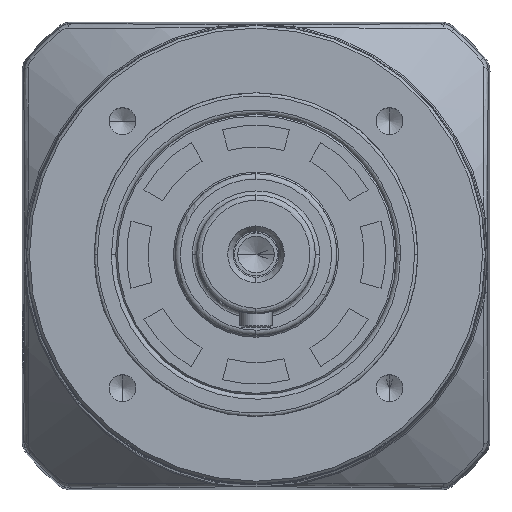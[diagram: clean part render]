
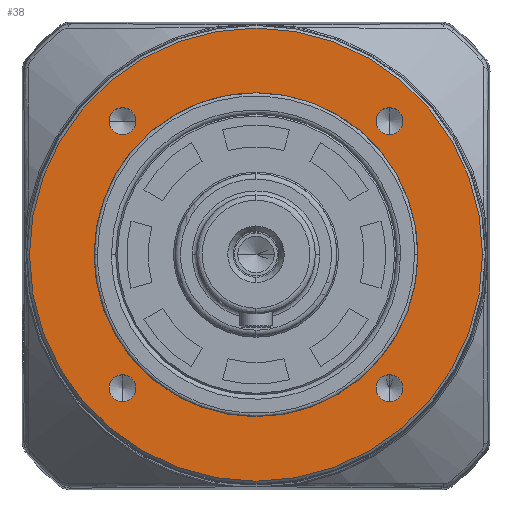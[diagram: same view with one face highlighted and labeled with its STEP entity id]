
A CAD part, top view. The second image highlights one B-rep face of the part: STEP entity #38.
In plain terms, the highlighted planar face has unit normal (0, 0, 1).
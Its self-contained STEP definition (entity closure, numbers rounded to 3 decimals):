
#38 = ADVANCED_FACE ( 'NONE', ( #16006, #6902, #8924, #7215, #33256, #1464 ), #10711, .T. ) ;
#1075 = EDGE_LOOP ( 'NONE', ( #18836, #5269 ) ) ;
#1261 = CARTESIAN_POINT ( 'NONE',  ( 27.249, 24.749, 41.5 ) ) ;
#1464 = FACE_BOUND ( 'NONE', #31933, .T. ) ;
#2892 = AXIS2_PLACEMENT_3D ( 'NONE', #29179, #29133, #29098 ) ;
#4509 = DIRECTION ( 'NONE',  ( 0., 0., -1. ) ) ;
#4671 = CIRCLE ( 'NONE', #8401, 30. ) ;
#4896 = EDGE_LOOP ( 'NONE', ( #15831, #7583 ) ) ;
#4944 = CARTESIAN_POINT ( 'NONE',  ( 42., 0., 41.5 ) ) ;
#5231 = ORIENTED_EDGE ( 'NONE', *, *, #25617, .T. ) ;
#5234 = CARTESIAN_POINT ( 'NONE',  ( 24.749, -24.749, 41.5 ) ) ;
#5269 = ORIENTED_EDGE ( 'NONE', *, *, #25133, .T. ) ;
#5314 = DIRECTION ( 'NONE',  ( 1., 0., 0. ) ) ;
#5339 = DIRECTION ( 'NONE',  ( 0., 0., -1. ) ) ;
#5351 = CARTESIAN_POINT ( 'NONE',  ( 0., 0., 41.5 ) ) ;
#5401 = EDGE_CURVE ( 'NONE', #23240, #25754, #24861, .T. ) ;
#5983 = CARTESIAN_POINT ( 'NONE',  ( -30., 0., 41.5 ) ) ;
#6360 = AXIS2_PLACEMENT_3D ( 'NONE', #30902, #30868, #30795 ) ;
#6532 = CARTESIAN_POINT ( 'NONE',  ( 27.249, -24.749, 41.5 ) ) ;
#6556 = CARTESIAN_POINT ( 'NONE',  ( 22.249, 24.749, 41.5 ) ) ;
#6628 = VERTEX_POINT ( 'NONE', #5983 ) ;
#6902 = FACE_OUTER_BOUND ( 'NONE', #14601, .T. ) ;
#7183 = CIRCLE ( 'NONE', #23774, 2.5 ) ;
#7215 = FACE_BOUND ( 'NONE', #4896, .T. ) ;
#7372 = CARTESIAN_POINT ( 'NONE',  ( -42., 0., 41.5 ) ) ;
#7439 = CIRCLE ( 'NONE', #6360, 2.5 ) ;
#7583 = ORIENTED_EDGE ( 'NONE', *, *, #22010, .T. ) ;
#7710 = AXIS2_PLACEMENT_3D ( 'NONE', #9569, #9537, #9506 ) ;
#8401 = AXIS2_PLACEMENT_3D ( 'NONE', #5351, #5339, #5314 ) ;
#8924 = FACE_BOUND ( 'NONE', #14379, .T. ) ;
#9506 = DIRECTION ( 'NONE',  ( 1., 0., 0. ) ) ;
#9537 = DIRECTION ( 'NONE',  ( 0., 0., -1. ) ) ;
#9569 = CARTESIAN_POINT ( 'NONE',  ( 0., 0., 41.5 ) ) ;
#10036 = AXIS2_PLACEMENT_3D ( 'NONE', #15733, #15702, #15660 ) ;
#10589 = DIRECTION ( 'NONE',  ( 1., 0., 0. ) ) ;
#10633 = DIRECTION ( 'NONE',  ( 0., 0., 1. ) ) ;
#10711 = PLANE ( 'NONE',  #20893 ) ;
#11002 = CARTESIAN_POINT ( 'NONE',  ( 0., 0., 41.5 ) ) ;
#11083 = ORIENTED_EDGE ( 'NONE', *, *, #22892, .F. ) ;
#11628 = DIRECTION ( 'NONE',  ( 1., 0., 0. ) ) ;
#11655 = DIRECTION ( 'NONE',  ( 0., 0., -1. ) ) ;
#11698 = CARTESIAN_POINT ( 'NONE',  ( -24.749, -24.749, 41.5 ) ) ;
#11731 = ORIENTED_EDGE ( 'NONE', *, *, #22391, .F. ) ;
#11831 = ORIENTED_EDGE ( 'NONE', *, *, #30497, .T. ) ;
#12071 = VERTEX_POINT ( 'NONE', #13507 ) ;
#12111 = VERTEX_POINT ( 'NONE', #13181 ) ;
#12769 = EDGE_LOOP ( 'NONE', ( #27143, #5231 ) ) ;
#13181 = CARTESIAN_POINT ( 'NONE',  ( 30., 0., 41.5 ) ) ;
#13507 = CARTESIAN_POINT ( 'NONE',  ( 22.249, -24.749, 41.5 ) ) ;
#14171 = EDGE_CURVE ( 'NONE', #24347, #21389, #17318, .T. ) ;
#14379 = EDGE_LOOP ( 'NONE', ( #28691, #30907 ) ) ;
#14419 = DIRECTION ( 'NONE',  ( 1., 0., 0. ) ) ;
#14451 = AXIS2_PLACEMENT_3D ( 'NONE', #18967, #18959, #18916 ) ;
#14463 = DIRECTION ( 'NONE',  ( 0., 0., -1. ) ) ;
#14537 = CARTESIAN_POINT ( 'NONE',  ( 24.749, 24.749, 41.5 ) ) ;
#14601 = EDGE_LOOP ( 'NONE', ( #11083, #11731 ) ) ;
#15026 = EDGE_CURVE ( 'NONE', #21646, #26196, #24464, .T. ) ;
#15660 = DIRECTION ( 'NONE',  ( 1., 0., 0. ) ) ;
#15702 = DIRECTION ( 'NONE',  ( 0., 0., -1. ) ) ;
#15733 = CARTESIAN_POINT ( 'NONE',  ( -24.749, -24.749, 41.5 ) ) ;
#15831 = ORIENTED_EDGE ( 'NONE', *, *, #24177, .T. ) ;
#16006 = FACE_BOUND ( 'NONE', #12769, .T. ) ;
#16524 = AXIS2_PLACEMENT_3D ( 'NONE', #24713, #4509, #18730 ) ;
#17318 = CIRCLE ( 'NONE', #21919, 2.5 ) ;
#17952 = VERTEX_POINT ( 'NONE', #6532 ) ;
#17997 = CIRCLE ( 'NONE', #20344, 2.5 ) ;
#18605 = CARTESIAN_POINT ( 'NONE',  ( 24.749, 24.749, 41.5 ) ) ;
#18730 = DIRECTION ( 'NONE',  ( 1., 0., 0. ) ) ;
#18836 = ORIENTED_EDGE ( 'NONE', *, *, #14171, .T. ) ;
#18916 = DIRECTION ( 'NONE',  ( -1., 0., 0. ) ) ;
#18959 = DIRECTION ( 'NONE',  ( 0., 0., -1. ) ) ;
#18967 = CARTESIAN_POINT ( 'NONE',  ( 0., 0., 41.5 ) ) ;
#19029 = CIRCLE ( 'NONE', #27631, 2.5 ) ;
#20174 = VERTEX_POINT ( 'NONE', #4944 ) ;
#20344 = AXIS2_PLACEMENT_3D ( 'NONE', #18605, #29544, #26847 ) ;
#20893 = AXIS2_PLACEMENT_3D ( 'NONE', #11002, #10633, #10589 ) ;
#21389 = VERTEX_POINT ( 'NONE', #23843 ) ;
#21646 = VERTEX_POINT ( 'NONE', #34533 ) ;
#21919 = AXIS2_PLACEMENT_3D ( 'NONE', #11698, #11655, #11628 ) ;
#22010 = EDGE_CURVE ( 'NONE', #12071, #17952, #19029, .T. ) ;
#22391 = EDGE_CURVE ( 'NONE', #20174, #22876, #23795, .T. ) ;
#22876 = VERTEX_POINT ( 'NONE', #7372 ) ;
#22892 = EDGE_CURVE ( 'NONE', #22876, #20174, #29568, .T. ) ;
#23167 = EDGE_CURVE ( 'NONE', #25754, #23240, #17997, .T. ) ;
#23240 = VERTEX_POINT ( 'NONE', #6556 ) ;
#23774 = AXIS2_PLACEMENT_3D ( 'NONE', #5234, #24485, #26475 ) ;
#23795 = CIRCLE ( 'NONE', #14451, 42. ) ;
#23829 = EDGE_CURVE ( 'NONE', #12111, #6628, #32897, .T. ) ;
#23843 = CARTESIAN_POINT ( 'NONE',  ( -27.249, -24.749, 41.5 ) ) ;
#24177 = EDGE_CURVE ( 'NONE', #17952, #12071, #7183, .T. ) ;
#24347 = VERTEX_POINT ( 'NONE', #29363 ) ;
#24464 = CIRCLE ( 'NONE', #16524, 2.5 ) ;
#24485 = DIRECTION ( 'NONE',  ( 0., 0., -1. ) ) ;
#24713 = CARTESIAN_POINT ( 'NONE',  ( -24.749, 24.749, 41.5 ) ) ;
#24861 = CIRCLE ( 'NONE', #34211, 2.5 ) ;
#25133 = EDGE_CURVE ( 'NONE', #21389, #24347, #33162, .T. ) ;
#25617 = EDGE_CURVE ( 'NONE', #6628, #12111, #4671, .T. ) ;
#25728 = DIRECTION ( 'NONE',  ( 1., 0., 0. ) ) ;
#25751 = DIRECTION ( 'NONE',  ( 0., 0., -1. ) ) ;
#25754 = VERTEX_POINT ( 'NONE', #1261 ) ;
#25796 = CARTESIAN_POINT ( 'NONE',  ( 24.749, -24.749, 41.5 ) ) ;
#26196 = VERTEX_POINT ( 'NONE', #28808 ) ;
#26475 = DIRECTION ( 'NONE',  ( 1., 0., 0. ) ) ;
#26847 = DIRECTION ( 'NONE',  ( 1., 0., 0. ) ) ;
#27143 = ORIENTED_EDGE ( 'NONE', *, *, #23829, .T. ) ;
#27631 = AXIS2_PLACEMENT_3D ( 'NONE', #25796, #25751, #25728 ) ;
#28691 = ORIENTED_EDGE ( 'NONE', *, *, #23167, .T. ) ;
#28808 = CARTESIAN_POINT ( 'NONE',  ( -22.249, 24.749, 41.5 ) ) ;
#29098 = DIRECTION ( 'NONE',  ( -1., 0., 0. ) ) ;
#29133 = DIRECTION ( 'NONE',  ( 0., 0., -1. ) ) ;
#29179 = CARTESIAN_POINT ( 'NONE',  ( 0., 0., 41.5 ) ) ;
#29363 = CARTESIAN_POINT ( 'NONE',  ( -22.249, -24.749, 41.5 ) ) ;
#29544 = DIRECTION ( 'NONE',  ( 0., 0., -1. ) ) ;
#29568 = CIRCLE ( 'NONE', #2892, 42. ) ;
#30497 = EDGE_CURVE ( 'NONE', #26196, #21646, #7439, .T. ) ;
#30795 = DIRECTION ( 'NONE',  ( 1., 0., 0. ) ) ;
#30868 = DIRECTION ( 'NONE',  ( 0., 0., -1. ) ) ;
#30902 = CARTESIAN_POINT ( 'NONE',  ( -24.749, 24.749, 41.5 ) ) ;
#30907 = ORIENTED_EDGE ( 'NONE', *, *, #5401, .T. ) ;
#31933 = EDGE_LOOP ( 'NONE', ( #11831, #33908 ) ) ;
#32897 = CIRCLE ( 'NONE', #7710, 30. ) ;
#33162 = CIRCLE ( 'NONE', #10036, 2.5 ) ;
#33256 = FACE_BOUND ( 'NONE', #1075, .T. ) ;
#33908 = ORIENTED_EDGE ( 'NONE', *, *, #15026, .T. ) ;
#34211 = AXIS2_PLACEMENT_3D ( 'NONE', #14537, #14463, #14419 ) ;
#34533 = CARTESIAN_POINT ( 'NONE',  ( -27.249, 24.749, 41.5 ) ) ;
